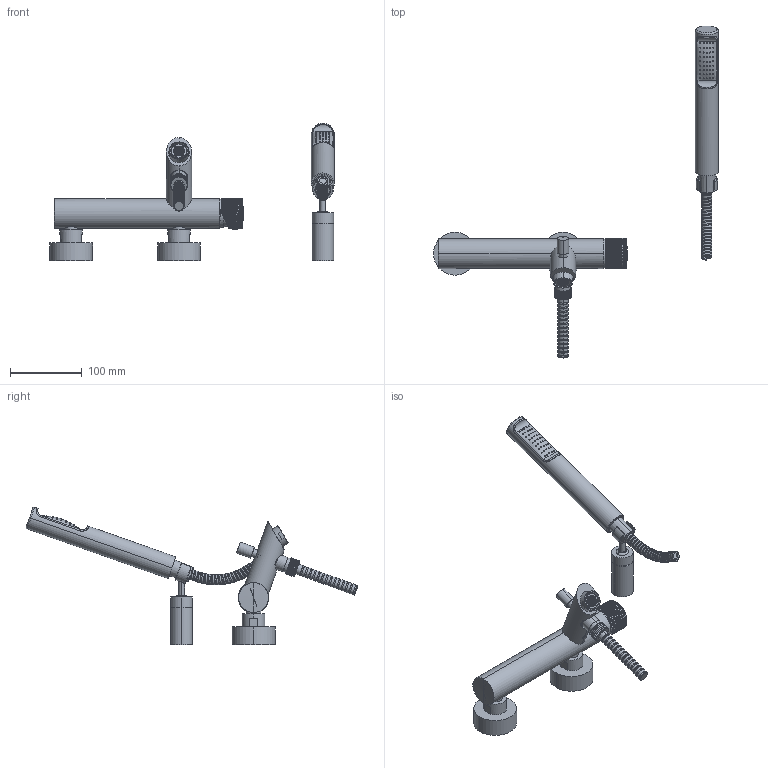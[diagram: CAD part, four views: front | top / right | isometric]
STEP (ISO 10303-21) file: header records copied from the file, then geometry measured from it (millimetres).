
FILE_DESCRIPTION((''),'2;1');
FILE_NAME('JO023CR','2021-02-02T14:36:36',('ut3'),('PAFFONI SpA'),'CREO PARAMETRIC BY PTC INC, 2020044','CREO PARAMETRIC BY PTC INC, 2020044','');
FILE_SCHEMA(('CONFIG_CONTROL_DESIGN','SHAPE_APPEARANCE_LAYERS_GROUPS'));
Length unit declared in the file: millimetre
Products named in the file (1): JO023CR
Bounding box: 395.85 x 461.51 x 191.39 mm (x, y, z)
Volume: 547650 mm3; surface area: 213978 mm2
Topology: 5 solids, 6 shells, 3224 faces, 8975 edges, 5813 vertices
Faces by surface type: plane 2235, cylinder 638, torus 137, cone 119, bspline 71, sphere 24
Entity records: 169616 total; most frequent: CARTESIAN_POINT 62278, ORIENTED_EDGE 17876, DIRECTION 17042, EDGE_CURVE 8938, VERTEX_POINT 5811, AXIS2_PLACEMENT_3D 5711, VECTOR 5620, LINE 5620
